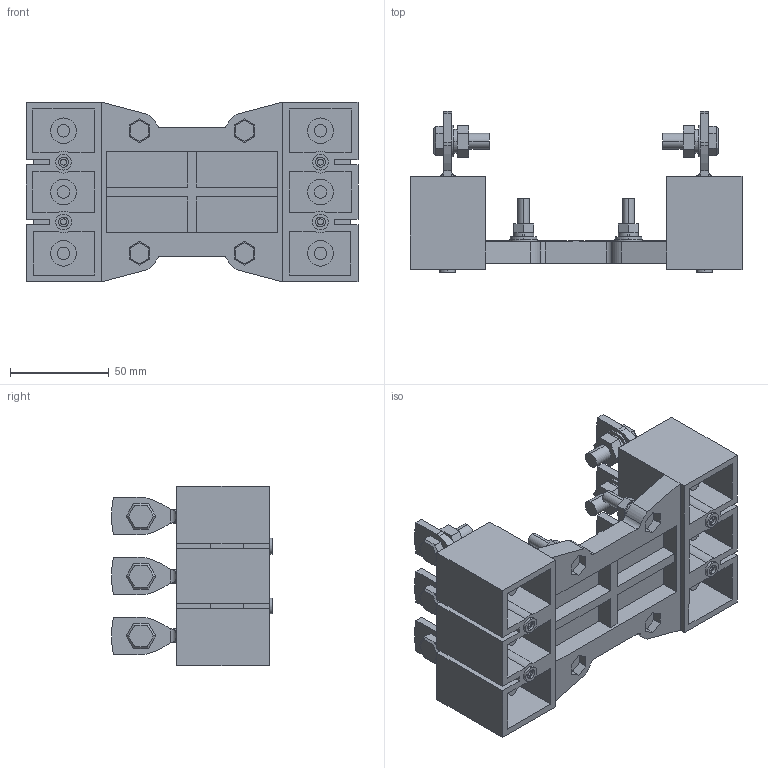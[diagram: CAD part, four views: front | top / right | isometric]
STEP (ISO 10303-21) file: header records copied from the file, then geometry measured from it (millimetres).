
FILE_DESCRIPTION (( 'STEP AP203' ), '1' );
FILE_NAME ('Äåòàëü1.STEP', '2024-12-09T06:54:52', ( '' ), ( '' ), 'SwSTEP 2.0', 'SolidWorks 2021', '' );
FILE_SCHEMA (( 'CONFIG_CONTROL_DESIGN' ));
Length unit declared in the file: millimetre
Products named in the file (1): 櫻蠉錪1
Bounding box: 168 x 81.39 x 91 mm (x, y, z)
Volume: 251780.3 mm3; surface area: 111952.6 mm2
Topology: 1 solids, 5 shells, 871 faces, 2254 edges, 1448 vertices
Faces by surface type: plane 651, cylinder 208, bspline 12
Entity records: 26921 total; most frequent: CARTESIAN_POINT 5138, ORIENTED_EDGE 4508, DIRECTION 4462, EDGE_CURVE 2254, VECTOR 1694, LINE 1694, VERTEX_POINT 1448, AXIS2_PLACEMENT_3D 1384
